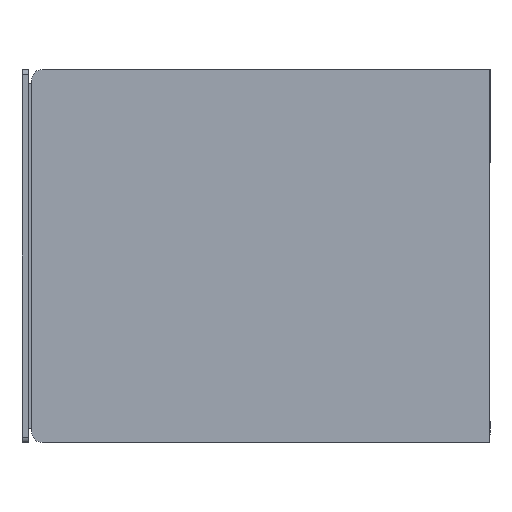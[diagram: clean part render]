
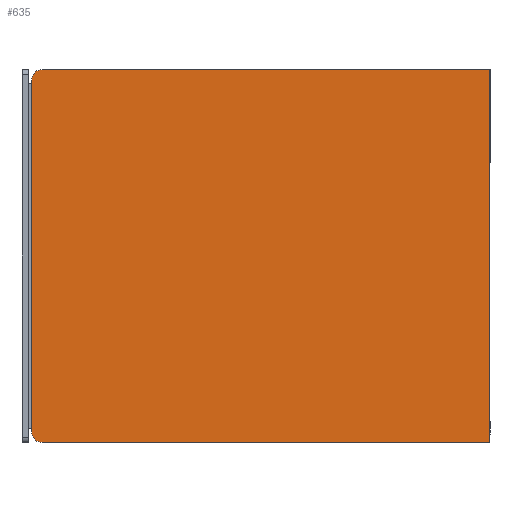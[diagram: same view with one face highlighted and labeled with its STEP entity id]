
A CAD part, left-side view. The second image highlights one B-rep face of the part: STEP entity #635.
In plain terms, the highlighted planar face has unit normal (-1, 0, 0).
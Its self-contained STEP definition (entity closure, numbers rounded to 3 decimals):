
#42 = LINE ( 'NONE', #1518, #1731 ) ;
#67 = CIRCLE ( 'NONE', #312, 10. ) ;
#245 = VERTEX_POINT ( 'NONE', #643 ) ;
#295 = EDGE_CURVE ( 'NONE', #1426, #1162, #1577, .T. ) ;
#312 = AXIS2_PLACEMENT_3D ( 'NONE', #2024, #2023, #2014 ) ;
#422 = VECTOR ( 'NONE', #2120, 1000. ) ;
#443 = EDGE_CURVE ( 'NONE', #577, #1089, #1414, .T. ) ;
#448 = ORIENTED_EDGE ( 'NONE', *, *, #2142, .T. ) ;
#457 = LINE ( 'NONE', #2053, #422 ) ;
#461 = EDGE_CURVE ( 'NONE', #1426, #1089, #1413, .T. ) ;
#465 = CARTESIAN_POINT ( 'NONE',  ( -300., -19., -175. ) ) ;
#577 = VERTEX_POINT ( 'NONE', #2064 ) ;
#635 = ADVANCED_FACE ( 'NONE', ( #1212 ), #2377, .F. ) ;
#643 = CARTESIAN_POINT ( 'NONE',  ( -300., -19., 175. ) ) ;
#796 = ORIENTED_EDGE ( 'NONE', *, *, #443, .T. ) ;
#809 = DIRECTION ( 'NONE',  ( 0., 0., 1. ) ) ;
#910 = EDGE_LOOP ( 'NONE', ( #2171, #1439, #448, #796, #1505, #1938 ) ) ;
#1003 = CARTESIAN_POINT ( 'NONE',  ( -300., -439., 175. ) ) ;
#1056 = AXIS2_PLACEMENT_3D ( 'NONE', #2396, #2414, #2421 ) ;
#1089 = VERTEX_POINT ( 'NONE', #465 ) ;
#1162 = VERTEX_POINT ( 'NONE', #1003 ) ;
#1212 = FACE_OUTER_BOUND ( 'NONE', #910, .T. ) ;
#1264 = CARTESIAN_POINT ( 'NONE',  ( -300., -439., -260.44 ) ) ;
#1300 = CARTESIAN_POINT ( 'NONE',  ( -300., -19., -165. ) ) ;
#1311 = DIRECTION ( 'NONE',  ( -1., 0., 0. ) ) ;
#1315 = DIRECTION ( 'NONE',  ( 0., 0., -1. ) ) ;
#1370 = CARTESIAN_POINT ( 'NONE',  ( -300., -359., -175. ) ) ;
#1411 = VECTOR ( 'NONE', #1875, 1000. ) ;
#1413 = LINE ( 'NONE', #1370, #1411 ) ;
#1414 = CIRCLE ( 'NONE', #1587, 10. ) ;
#1420 = EDGE_CURVE ( 'NONE', #1162, #245, #457, .T. ) ;
#1426 = VERTEX_POINT ( 'NONE', #2273 ) ;
#1439 = ORIENTED_EDGE ( 'NONE', *, *, #2046, .T. ) ;
#1505 = ORIENTED_EDGE ( 'NONE', *, *, #461, .F. ) ;
#1518 = CARTESIAN_POINT ( 'NONE',  ( -300., -9., 175. ) ) ;
#1551 = VECTOR ( 'NONE', #809, 1000. ) ;
#1577 = LINE ( 'NONE', #1264, #1551 ) ;
#1587 = AXIS2_PLACEMENT_3D ( 'NONE', #1300, #1311, #1315 ) ;
#1595 = DIRECTION ( 'NONE',  ( 0., 0., -1. ) ) ;
#1731 = VECTOR ( 'NONE', #1595, 1000. ) ;
#1779 = VERTEX_POINT ( 'NONE', #2075 ) ;
#1875 = DIRECTION ( 'NONE',  ( 0., 1., 0. ) ) ;
#1938 = ORIENTED_EDGE ( 'NONE', *, *, #295, .T. ) ;
#2014 = DIRECTION ( 'NONE',  ( 0., 0., -1. ) ) ;
#2023 = DIRECTION ( 'NONE',  ( -1., 0., 0. ) ) ;
#2024 = CARTESIAN_POINT ( 'NONE',  ( -300., -19., 165. ) ) ;
#2046 = EDGE_CURVE ( 'NONE', #245, #1779, #67, .T. ) ;
#2053 = CARTESIAN_POINT ( 'NONE',  ( -300., -359., 175. ) ) ;
#2064 = CARTESIAN_POINT ( 'NONE',  ( -300., -9., -165. ) ) ;
#2075 = CARTESIAN_POINT ( 'NONE',  ( -300., -9., 165. ) ) ;
#2120 = DIRECTION ( 'NONE',  ( 0., 1., 0. ) ) ;
#2142 = EDGE_CURVE ( 'NONE', #1779, #577, #42, .T. ) ;
#2171 = ORIENTED_EDGE ( 'NONE', *, *, #1420, .T. ) ;
#2273 = CARTESIAN_POINT ( 'NONE',  ( -300., -439., -175. ) ) ;
#2377 = PLANE ( 'NONE',  #1056 ) ;
#2396 = CARTESIAN_POINT ( 'NONE',  ( -300., -359., 175. ) ) ;
#2414 = DIRECTION ( 'NONE',  ( 1., 0., 0. ) ) ;
#2421 = DIRECTION ( 'NONE',  ( 0., 0., -1. ) ) ;
